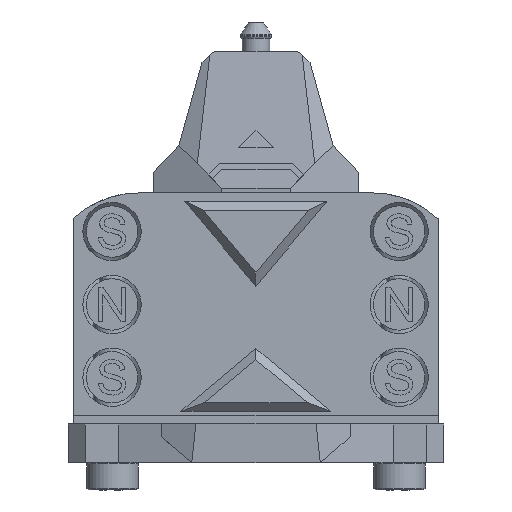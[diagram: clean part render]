
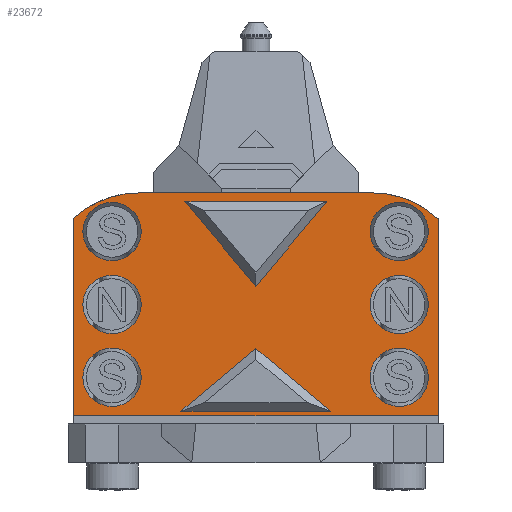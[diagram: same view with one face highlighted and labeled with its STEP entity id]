
A CAD part, left-side view. The second image highlights one B-rep face of the part: STEP entity #23672.
In plain terms, the highlighted planar face has unit normal (-1, 0, 0).
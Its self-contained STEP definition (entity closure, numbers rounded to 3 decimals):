
#207=FACE_BOUND('',#4227,.T.);
#208=FACE_BOUND('',#4228,.T.);
#209=FACE_BOUND('',#4229,.T.);
#210=FACE_BOUND('',#4230,.T.);
#211=FACE_BOUND('',#4231,.T.);
#212=FACE_BOUND('',#4232,.T.);
#213=FACE_BOUND('',#4233,.T.);
#214=FACE_BOUND('',#4234,.T.);
#1123=PLANE('',#25540);
#2825=FACE_OUTER_BOUND('',#4226,.T.);
#4226=EDGE_LOOP('',(#21959,#21960,#21961,#21962,#21963,#21964,#21965));
#4227=EDGE_LOOP('',(#21966));
#4228=EDGE_LOOP('',(#21967));
#4229=EDGE_LOOP('',(#21968));
#4230=EDGE_LOOP('',(#21969));
#4231=EDGE_LOOP('',(#21970));
#4232=EDGE_LOOP('',(#21971));
#4233=EDGE_LOOP('',(#21972,#21973,#21974));
#4234=EDGE_LOOP('',(#21975,#21976,#21977));
#4723=CIRCLE('',#25532,5.5);
#4729=CIRCLE('',#25541,5.5);
#4730=CIRCLE('',#25542,1.7);
#4731=CIRCLE('',#25543,1.7);
#4732=CIRCLE('',#25544,1.7);
#4733=CIRCLE('',#25545,1.7);
#4734=CIRCLE('',#25546,1.7);
#4735=CIRCLE('',#25547,1.7);
#7399=LINE('',#43262,#10051);
#7402=LINE('',#43270,#10054);
#7403=LINE('',#43272,#10055);
#7404=LINE('',#43274,#10056);
#7405=LINE('',#43276,#10057);
#7406=LINE('',#43292,#10058);
#7407=LINE('',#43294,#10059);
#7408=LINE('',#43295,#10060);
#7409=LINE('',#43298,#10061);
#7410=LINE('',#43300,#10062);
#7411=LINE('',#43301,#10063);
#10051=VECTOR('',#31639,10.);
#10054=VECTOR('',#31646,10.);
#10055=VECTOR('',#31647,10.);
#10056=VECTOR('',#31648,10.);
#10057=VECTOR('',#31649,10.);
#10058=VECTOR('',#31664,10.);
#10059=VECTOR('',#31665,10.);
#10060=VECTOR('',#31666,10.);
#10061=VECTOR('',#31667,10.);
#10062=VECTOR('',#31668,10.);
#10063=VECTOR('',#31669,10.);
#12090=VERTEX_POINT('',#43217);
#12091=VERTEX_POINT('',#43218);
#12099=VERTEX_POINT('',#43261);
#12102=VERTEX_POINT('',#43269);
#12103=VERTEX_POINT('',#43271);
#12104=VERTEX_POINT('',#43273);
#12105=VERTEX_POINT('',#43275);
#12106=VERTEX_POINT('',#43278);
#12107=VERTEX_POINT('',#43280);
#12108=VERTEX_POINT('',#43282);
#12109=VERTEX_POINT('',#43284);
#12110=VERTEX_POINT('',#43286);
#12111=VERTEX_POINT('',#43288);
#12112=VERTEX_POINT('',#43290);
#12113=VERTEX_POINT('',#43291);
#12114=VERTEX_POINT('',#43293);
#12115=VERTEX_POINT('',#43296);
#12116=VERTEX_POINT('',#43297);
#12117=VERTEX_POINT('',#43299);
#15387=EDGE_CURVE('',#12090,#12091,#4723,.T.);
#15397=EDGE_CURVE('',#12099,#12091,#7399,.T.);
#15401=EDGE_CURVE('',#12090,#12102,#7402,.T.);
#15402=EDGE_CURVE('',#12102,#12103,#7403,.T.);
#15403=EDGE_CURVE('',#12104,#12103,#7404,.T.);
#15404=EDGE_CURVE('',#12105,#12104,#7405,.T.);
#15405=EDGE_CURVE('',#12099,#12105,#4729,.T.);
#15406=EDGE_CURVE('',#12106,#12106,#4730,.T.);
#15407=EDGE_CURVE('',#12107,#12107,#4731,.T.);
#15408=EDGE_CURVE('',#12108,#12108,#4732,.T.);
#15409=EDGE_CURVE('',#12109,#12109,#4733,.T.);
#15410=EDGE_CURVE('',#12110,#12110,#4734,.T.);
#15411=EDGE_CURVE('',#12111,#12111,#4735,.T.);
#15412=EDGE_CURVE('',#12112,#12113,#7406,.T.);
#15413=EDGE_CURVE('',#12114,#12112,#7407,.T.);
#15414=EDGE_CURVE('',#12113,#12114,#7408,.T.);
#15415=EDGE_CURVE('',#12115,#12116,#7409,.T.);
#15416=EDGE_CURVE('',#12117,#12115,#7410,.T.);
#15417=EDGE_CURVE('',#12116,#12117,#7411,.T.);
#21959=ORIENTED_EDGE('',*,*,#15387,.F.);
#21960=ORIENTED_EDGE('',*,*,#15401,.T.);
#21961=ORIENTED_EDGE('',*,*,#15402,.T.);
#21962=ORIENTED_EDGE('',*,*,#15403,.F.);
#21963=ORIENTED_EDGE('',*,*,#15404,.F.);
#21964=ORIENTED_EDGE('',*,*,#15405,.F.);
#21965=ORIENTED_EDGE('',*,*,#15397,.T.);
#21966=ORIENTED_EDGE('',*,*,#15406,.F.);
#21967=ORIENTED_EDGE('',*,*,#15407,.F.);
#21968=ORIENTED_EDGE('',*,*,#15408,.F.);
#21969=ORIENTED_EDGE('',*,*,#15409,.F.);
#21970=ORIENTED_EDGE('',*,*,#15410,.F.);
#21971=ORIENTED_EDGE('',*,*,#15411,.F.);
#21972=ORIENTED_EDGE('',*,*,#15412,.F.);
#21973=ORIENTED_EDGE('',*,*,#15413,.F.);
#21974=ORIENTED_EDGE('',*,*,#15414,.F.);
#21975=ORIENTED_EDGE('',*,*,#15415,.F.);
#21976=ORIENTED_EDGE('',*,*,#15416,.F.);
#21977=ORIENTED_EDGE('',*,*,#15417,.F.);
#23672=ADVANCED_FACE('',(#2825,#207,#208,#209,#210,#211,#212,#213,#214),
#1123,.T.);
#25532=AXIS2_PLACEMENT_3D('',#43219,#31623,#31624);
#25540=AXIS2_PLACEMENT_3D('',#43268,#31644,#31645);
#25541=AXIS2_PLACEMENT_3D('',#43277,#31650,#31651);
#25542=AXIS2_PLACEMENT_3D('',#43279,#31652,#31653);
#25543=AXIS2_PLACEMENT_3D('',#43281,#31654,#31655);
#25544=AXIS2_PLACEMENT_3D('',#43283,#31656,#31657);
#25545=AXIS2_PLACEMENT_3D('',#43285,#31658,#31659);
#25546=AXIS2_PLACEMENT_3D('',#43287,#31660,#31661);
#25547=AXIS2_PLACEMENT_3D('',#43289,#31662,#31663);
#31623=DIRECTION('center_axis',(1.,0.,0.));
#31624=DIRECTION('ref_axis',(0.,0.682,0.731));
#31639=DIRECTION('',(0.,1.,0.));
#31644=DIRECTION('center_axis',(-1.,0.,0.));
#31645=DIRECTION('ref_axis',(0.,0.,
-1.));
#31646=DIRECTION('',(0.,0.,-1.));
#31647=DIRECTION('',(0.,-1.,0.));
#31648=DIRECTION('',(0.,0.,-1.));
#31649=DIRECTION('',(0.,-1.,0.));
#31650=DIRECTION('center_axis',(1.,0.,0.));
#31651=DIRECTION('ref_axis',(0.,-0.686,0.727));
#31652=DIRECTION('center_axis',(-1.,0.,0.));
#31653=DIRECTION('ref_axis',(0.,-1.,0.));
#31654=DIRECTION('center_axis',(-1.,0.,0.));
#31655=DIRECTION('ref_axis',(0.,-1.,0.));
#31656=DIRECTION('center_axis',(-1.,0.,0.));
#31657=DIRECTION('ref_axis',(0.,-1.,0.));
#31658=DIRECTION('center_axis',(-1.,0.,0.));
#31659=DIRECTION('ref_axis',(0.,-1.,0.));
#31660=DIRECTION('center_axis',(-1.,0.,0.));
#31661=DIRECTION('ref_axis',(0.,-1.,0.));
#31662=DIRECTION('center_axis',(-1.,0.,0.));
#31663=DIRECTION('ref_axis',(0.,-1.,0.));
#31664=DIRECTION('',(0.,-0.642,-0.767));
#31665=DIRECTION('',(0.,1.,0.));
#31666=DIRECTION('',(0.,-0.642,0.767));
#31667=DIRECTION('',(0.,-1.,0.));
#31668=DIRECTION('',(0.,0.768,-0.641));
#31669=DIRECTION('',(0.,0.768,0.641));
#43217=CARTESIAN_POINT('',(160.028,24.125,27.248));
#43218=CARTESIAN_POINT('',(160.028,20.375,28.725));
#43219=CARTESIAN_POINT('Origin',(160.028,20.375,23.225));
#43261=CARTESIAN_POINT('',(160.028,6.673,28.725));
#43262=CARTESIAN_POINT('',(160.028,14.648,28.725));
#43268=CARTESIAN_POINT('Origin',(160.028,24.148,24.725));
#43269=CARTESIAN_POINT('',(160.028,24.125,15.725));
#43270=CARTESIAN_POINT('',(160.028,24.125,19.988));
#43271=CARTESIAN_POINT('',(160.028,2.875,15.725));
#43272=CARTESIAN_POINT('',(160.028,2.898,15.725));
#43273=CARTESIAN_POINT('',(160.028,2.875,27.225));
#43274=CARTESIAN_POINT('',(160.028,2.875,24.725));
#43275=CARTESIAN_POINT('',(160.028,2.898,27.225));
#43276=CARTESIAN_POINT('',(160.028,2.898,27.225));
#43277=CARTESIAN_POINT('Origin',(160.028,6.673,23.225));
#43278=CARTESIAN_POINT('',(160.028,23.598,22.225));
#43279=CARTESIAN_POINT('Origin',(160.028,21.898,22.225));
#43280=CARTESIAN_POINT('',(160.028,23.598,17.975));
#43281=CARTESIAN_POINT('Origin',(160.028,21.898,17.975));
#43282=CARTESIAN_POINT('',(160.028,23.598,26.475));
#43283=CARTESIAN_POINT('Origin',(160.028,21.898,26.475));
#43284=CARTESIAN_POINT('',(160.028,6.848,26.475));
#43285=CARTESIAN_POINT('Origin',(160.028,5.148,26.475));
#43286=CARTESIAN_POINT('',(160.028,6.848,22.225));
#43287=CARTESIAN_POINT('Origin',(160.028,5.148,22.225));
#43288=CARTESIAN_POINT('',(160.028,6.848,17.975));
#43289=CARTESIAN_POINT('Origin',(160.028,5.148,17.975));
#43290=CARTESIAN_POINT('',(160.028,17.644,28.225));
#43291=CARTESIAN_POINT('',(160.028,13.505,23.279));
#43292=CARTESIAN_POINT('',(160.028,17.778,28.386));
#43293=CARTESIAN_POINT('',(160.028,9.366,28.225));
#43294=CARTESIAN_POINT('',(160.028,17.292,28.225));
#43295=CARTESIAN_POINT('',(160.028,15.149,21.314));
#43296=CARTESIAN_POINT('',(160.028,17.879,16.));
#43297=CARTESIAN_POINT('',(160.028,9.131,16.));
#43298=CARTESIAN_POINT('',(160.028,20.324,16.));
#43299=CARTESIAN_POINT('',(160.028,13.505,19.651));
#43300=CARTESIAN_POINT('',(160.028,15.553,17.941));
#43301=CARTESIAN_POINT('',(160.028,16.231,21.927));
